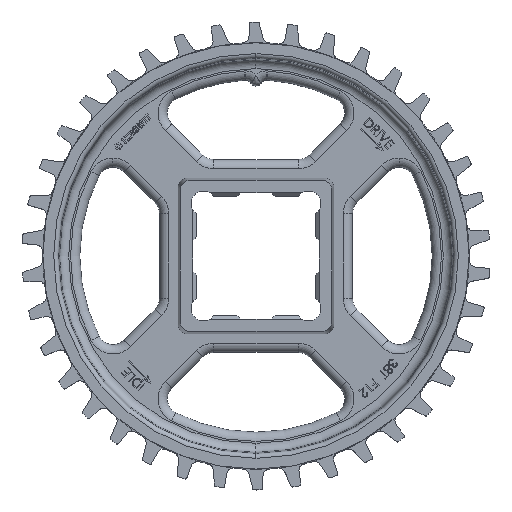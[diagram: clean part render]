
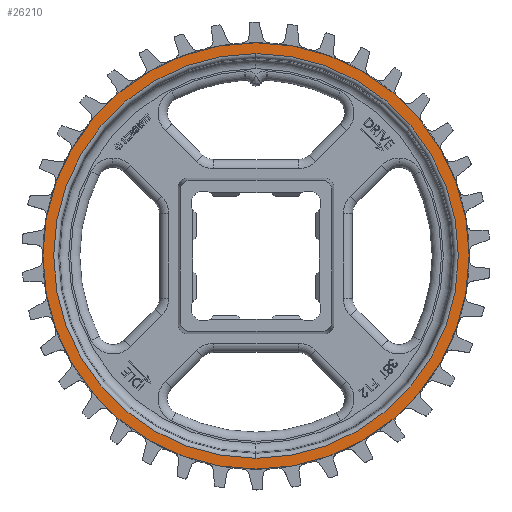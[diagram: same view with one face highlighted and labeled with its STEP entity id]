
A CAD part, top view. The second image highlights one B-rep face of the part: STEP entity #26210.
In plain terms, the highlighted planar face has unit normal (0, 0, 1).
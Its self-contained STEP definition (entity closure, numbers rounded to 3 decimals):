
#1218 = EDGE_CURVE ( 'NONE', #13308, #30651, #9018, .T. ) ;
#3165 = ORIENTED_EDGE ( 'NONE', *, *, #1218, .T. ) ;
#3212 = CARTESIAN_POINT ( 'NONE',  ( 69.157, 0., 12.5 ) ) ;
#4836 = CARTESIAN_POINT ( 'NONE',  ( 0., 0., 12.5 ) ) ;
#5615 = EDGE_CURVE ( 'NONE', #15413, #27689, #13272, .T. ) ;
#5677 = DIRECTION ( 'NONE',  ( 1., 0., 0. ) ) ;
#6584 = ORIENTED_EDGE ( 'NONE', *, *, #30547, .T. ) ;
#6774 = DIRECTION ( 'NONE',  ( 0., 0., -1. ) ) ;
#6978 = DIRECTION ( 'NONE',  ( 0., 1., 0. ) ) ;
#8077 = AXIS2_PLACEMENT_3D ( 'NONE', #20374, #31520, #17628 ) ;
#8709 = DIRECTION ( 'NONE',  ( 0., 0., 1. ) ) ;
#8975 = CARTESIAN_POINT ( 'NONE',  ( 0., 0., 12.5 ) ) ;
#9018 = CIRCLE ( 'NONE', #25952, 65.652 ) ;
#9217 = PLANE ( 'NONE',  #8077 ) ;
#11546 = AXIS2_PLACEMENT_3D ( 'NONE', #36126, #8709, #27707 ) ;
#11774 = FACE_BOUND ( 'NONE', #32570, .T. ) ;
#12095 = AXIS2_PLACEMENT_3D ( 'NONE', #30523, #33836, #5677 ) ;
#12244 = ORIENTED_EDGE ( 'NONE', *, *, #34138, .T. ) ;
#13272 = CIRCLE ( 'NONE', #12095, 69.157 ) ;
#13308 = VERTEX_POINT ( 'NONE', #26965 ) ;
#15413 = VERTEX_POINT ( 'NONE', #3212 ) ;
#17032 = CARTESIAN_POINT ( 'NONE',  ( 0., -65.652, 12.5 ) ) ;
#17628 = DIRECTION ( 'NONE',  ( 1., 0., 0. ) ) ;
#20207 = ORIENTED_EDGE ( 'NONE', *, *, #5615, .T. ) ;
#20374 = CARTESIAN_POINT ( 'NONE',  ( 0., 0., 12.5 ) ) ;
#22159 = DIRECTION ( 'NONE',  ( 0., 0., -1. ) ) ;
#23096 = FACE_OUTER_BOUND ( 'NONE', #25014, .T. ) ;
#23216 = CIRCLE ( 'NONE', #11546, 69.157 ) ;
#23884 = CIRCLE ( 'NONE', #25029, 65.652 ) ;
#24399 = DIRECTION ( 'NONE',  ( 0., 1., 0. ) ) ;
#25014 = EDGE_LOOP ( 'NONE', ( #12244, #20207 ) ) ;
#25029 = AXIS2_PLACEMENT_3D ( 'NONE', #4836, #22159, #24399 ) ;
#25952 = AXIS2_PLACEMENT_3D ( 'NONE', #8975, #6774, #6978 ) ;
#26210 = ADVANCED_FACE ( 'NONE', ( #11774, #23096 ), #9217, .T. ) ;
#26965 = CARTESIAN_POINT ( 'NONE',  ( 0., 65.652, 12.5 ) ) ;
#27689 = VERTEX_POINT ( 'NONE', #35336 ) ;
#27707 = DIRECTION ( 'NONE',  ( 1., 0., 0. ) ) ;
#30523 = CARTESIAN_POINT ( 'NONE',  ( 0., 0., 12.5 ) ) ;
#30547 = EDGE_CURVE ( 'NONE', #30651, #13308, #23884, .T. ) ;
#30651 = VERTEX_POINT ( 'NONE', #17032 ) ;
#31520 = DIRECTION ( 'NONE',  ( 0., 0., 1. ) ) ;
#32570 = EDGE_LOOP ( 'NONE', ( #3165, #6584 ) ) ;
#33836 = DIRECTION ( 'NONE',  ( 0., 0., 1. ) ) ;
#34138 = EDGE_CURVE ( 'NONE', #27689, #15413, #23216, .T. ) ;
#35336 = CARTESIAN_POINT ( 'NONE',  ( -69.157, 0., 12.5 ) ) ;
#36126 = CARTESIAN_POINT ( 'NONE',  ( 0., 0., 12.5 ) ) ;
